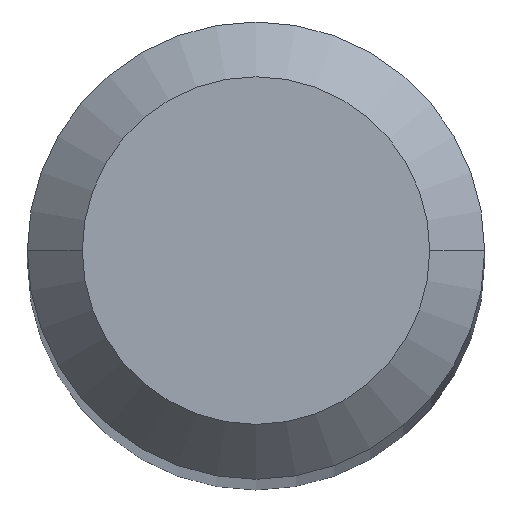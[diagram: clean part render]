
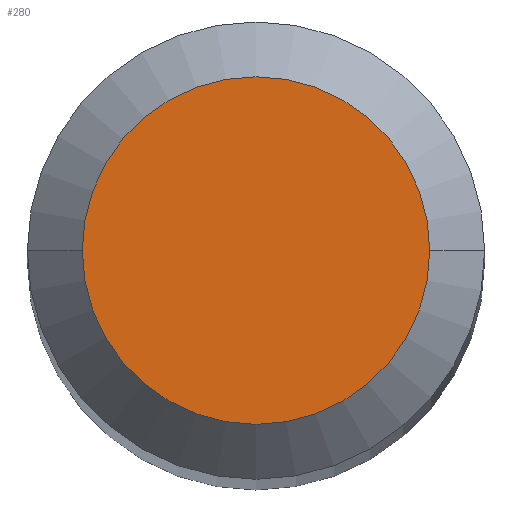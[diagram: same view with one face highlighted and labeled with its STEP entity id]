
A CAD part, top view. The second image highlights one B-rep face of the part: STEP entity #280.
In plain terms, the highlighted planar face has unit normal (0, 0, 1).
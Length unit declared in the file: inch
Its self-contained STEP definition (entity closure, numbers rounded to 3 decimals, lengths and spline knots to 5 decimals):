
#23 = EDGE_CURVE ( 'NONE', #381, #488, #504, .T. ) ;
#28 = CIRCLE ( 'NONE', #350, 0.0475 ) ;
#32 = CARTESIAN_POINT ( 'NONE',  ( -0.0475, 0., 0. ) ) ;
#49 = DIRECTION ( 'NONE',  ( 1., 0., 0. ) ) ;
#65 = AXIS2_PLACEMENT_3D ( 'NONE', #285, #191, #49 ) ;
#67 = DIRECTION ( 'NONE',  ( 1., 0., 0. ) ) ;
#118 = ORIENTED_EDGE ( 'NONE', *, *, #23, .T. ) ;
#119 = DIRECTION ( 'NONE',  ( 0., 0., -1. ) ) ;
#191 = DIRECTION ( 'NONE',  ( 0., 0., 1. ) ) ;
#215 = CARTESIAN_POINT ( 'NONE',  ( 0., 0.0475, 0. ) ) ;
#238 = AXIS2_PLACEMENT_3D ( 'NONE', #215, #119, #551 ) ;
#253 = FACE_OUTER_BOUND ( 'NONE', #260, .T. ) ;
#260 = EDGE_LOOP ( 'NONE', ( #118, #434 ) ) ;
#280 = ADVANCED_FACE ( 'NONE', ( #253 ), #437, .F. ) ;
#285 = CARTESIAN_POINT ( 'NONE',  ( 0., 0., 0. ) ) ;
#348 = EDGE_CURVE ( 'NONE', #488, #381, #28, .T. ) ;
#350 = AXIS2_PLACEMENT_3D ( 'NONE', #435, #552, #67 ) ;
#363 = CARTESIAN_POINT ( 'NONE',  ( 0.0475, 0., 0. ) ) ;
#381 = VERTEX_POINT ( 'NONE', #32 ) ;
#434 = ORIENTED_EDGE ( 'NONE', *, *, #348, .T. ) ;
#435 = CARTESIAN_POINT ( 'NONE',  ( 0., 0., 0. ) ) ;
#437 = PLANE ( 'NONE',  #238 ) ;
#488 = VERTEX_POINT ( 'NONE', #363 ) ;
#504 = CIRCLE ( 'NONE', #65, 0.0475 ) ;
#551 = DIRECTION ( 'NONE',  ( -1., 0., 0. ) ) ;
#552 = DIRECTION ( 'NONE',  ( 0., 0., 1. ) ) ;
